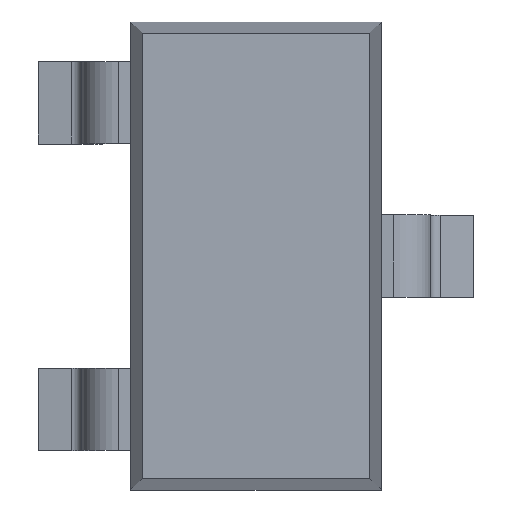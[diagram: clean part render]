
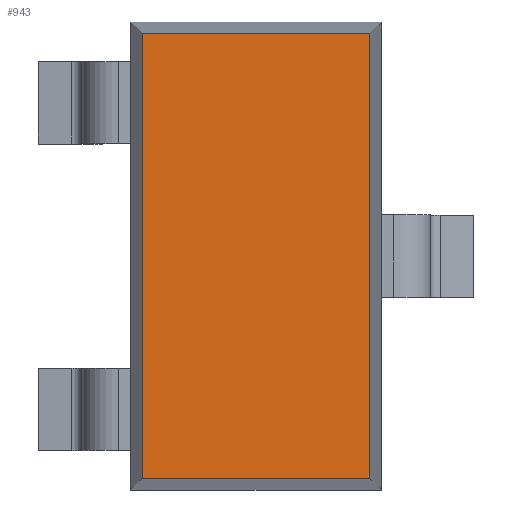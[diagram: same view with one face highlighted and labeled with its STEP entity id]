
A CAD part, top view. The second image highlights one B-rep face of the part: STEP entity #943.
In plain terms, the highlighted planar face has unit normal (0, 0, 1).
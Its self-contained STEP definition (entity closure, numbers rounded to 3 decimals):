
#67=FACE_OUTER_BOUND('',#123,.T.);
#123=EDGE_LOOP('',(#645,#646,#647,#648));
#173=LINE('',#1356,#285);
#177=LINE('',#1364,#289);
#180=LINE('',#1370,#292);
#183=LINE('',#1375,#295);
#285=VECTOR('',#1082,1.41);
#289=VECTOR('',#1088,2.76);
#292=VECTOR('',#1093,1.41);
#295=VECTOR('',#1098,2.76);
#397=VERTEX_POINT('',#1354);
#398=VERTEX_POINT('',#1355);
#401=VERTEX_POINT('',#1363);
#403=VERTEX_POINT('',#1369);
#485=EDGE_CURVE('',#397,#398,#173,.T.);
#489=EDGE_CURVE('',#398,#401,#177,.T.);
#492=EDGE_CURVE('',#401,#403,#180,.T.);
#495=EDGE_CURVE('',#403,#397,#183,.T.);
#645=ORIENTED_EDGE('',*,*,#485,.F.);
#646=ORIENTED_EDGE('',*,*,#495,.F.);
#647=ORIENTED_EDGE('',*,*,#492,.F.);
#648=ORIENTED_EDGE('',*,*,#489,.F.);
#899=PLANE('',#1004);
#943=ADVANCED_FACE('',(#67),#899,.T.);
#1004=AXIS2_PLACEMENT_3D('',#1387,#1109,#1110);
#1082=DIRECTION('',(-1.,0.,0.));
#1088=DIRECTION('',(0.,1.,0.));
#1093=DIRECTION('',(1.,0.,0.));
#1098=DIRECTION('',(0.,-1.,0.));
#1109=DIRECTION('center_axis',(0.,0.,
1.));
#1110=DIRECTION('ref_axis',(1.,0.,0.));
#1354=CARTESIAN_POINT('',(0.705,-1.38,1.45));
#1355=CARTESIAN_POINT('',(-0.705,-1.38,1.45));
#1356=CARTESIAN_POINT('',(0.388,-1.38,1.45));
#1363=CARTESIAN_POINT('',(-0.705,1.38,1.45));
#1364=CARTESIAN_POINT('',(-0.705,-0.725,1.45));
#1369=CARTESIAN_POINT('',(0.705,1.38,1.45));
#1370=CARTESIAN_POINT('',(-0.388,1.38,1.45));
#1375=CARTESIAN_POINT('',(0.705,0.725,1.45));
#1387=CARTESIAN_POINT('Origin',(0.,0.,1.45));
